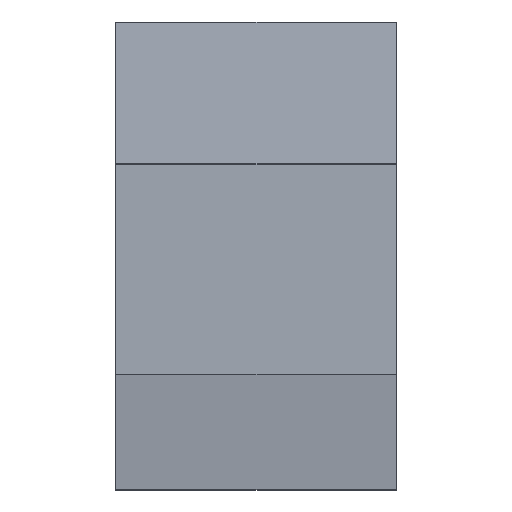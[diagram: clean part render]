
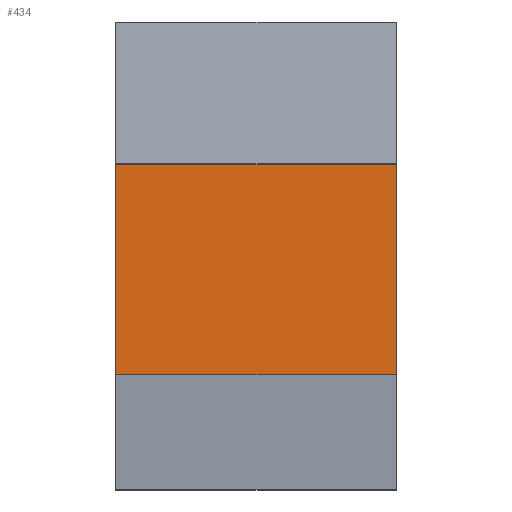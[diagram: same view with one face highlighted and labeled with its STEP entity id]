
A CAD part, front view. The second image highlights one B-rep face of the part: STEP entity #434.
In plain terms, the highlighted planar face has unit normal (0, -1, 0).
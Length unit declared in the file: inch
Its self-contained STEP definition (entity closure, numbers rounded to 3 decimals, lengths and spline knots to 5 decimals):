
#23 = VERTEX_POINT ( 'NONE', #88 ) ;
#45 = DIRECTION ( 'NONE',  ( 0., 0., 1. ) ) ;
#64 = ORIENTED_EDGE ( 'NONE', *, *, #67, .F. ) ;
#67 = EDGE_CURVE ( 'NONE', #604, #780, #550, .T. ) ;
#88 = CARTESIAN_POINT ( 'NONE',  ( -14., 1.2, 0.51846 ) ) ;
#113 = DIRECTION ( 'NONE',  ( 0., 1., 0. ) ) ;
#114 = DIRECTION ( 'NONE',  ( 0., 0., -1. ) ) ;
#115 = LINE ( 'NONE', #774, #728 ) ;
#202 = DIRECTION ( 'NONE',  ( -1., 0., 0. ) ) ;
#233 = DIRECTION ( 'NONE',  ( 0., 0., -1. ) ) ;
#239 = LINE ( 'NONE', #423, #370 ) ;
#281 = VECTOR ( 'NONE', #449, 39.37008 ) ;
#287 = ORIENTED_EDGE ( 'NONE', *, *, #391, .F. ) ;
#301 = ORIENTED_EDGE ( 'NONE', *, *, #688, .T. ) ;
#353 = AXIS2_PLACEMENT_3D ( 'NONE', #458, #113, #45 ) ;
#370 = VECTOR ( 'NONE', #233, 39.37008 ) ;
#391 = EDGE_CURVE ( 'NONE', #780, #816, #768, .T. ) ;
#423 = CARTESIAN_POINT ( 'NONE',  ( -14., 1.2, -20.50426 ) ) ;
#434 = ADVANCED_FACE ( 'NONE', ( #638 ), #439, .F. ) ;
#435 = CARTESIAN_POINT ( 'NONE',  ( -14., 1.2, -20.50426 ) ) ;
#439 = PLANE ( 'NONE',  #353 ) ;
#449 = DIRECTION ( 'NONE',  ( -1., 0., 0. ) ) ;
#458 = CARTESIAN_POINT ( 'NONE',  ( 14., 1.2, -20.50426 ) ) ;
#486 = CARTESIAN_POINT ( 'NONE',  ( 14., 1.2, -20.50426 ) ) ;
#499 = CARTESIAN_POINT ( 'NONE',  ( 14., 1.2, -20.50426 ) ) ;
#550 = LINE ( 'NONE', #486, #632 ) ;
#597 = EDGE_CURVE ( 'NONE', #604, #23, #115, .T. ) ;
#604 = VERTEX_POINT ( 'NONE', #718 ) ;
#632 = VECTOR ( 'NONE', #114, 39.37008 ) ;
#638 = FACE_OUTER_BOUND ( 'NONE', #850, .T. ) ;
#688 = EDGE_CURVE ( 'NONE', #23, #816, #239, .T. ) ;
#718 = CARTESIAN_POINT ( 'NONE',  ( 14., 1.2, 0.51846 ) ) ;
#724 = ORIENTED_EDGE ( 'NONE', *, *, #597, .T. ) ;
#728 = VECTOR ( 'NONE', #202, 39.37008 ) ;
#753 = CARTESIAN_POINT ( 'NONE',  ( 14., 1.2, -20.50426 ) ) ;
#768 = LINE ( 'NONE', #753, #281 ) ;
#774 = CARTESIAN_POINT ( 'NONE',  ( 14., 1.2, 0.51846 ) ) ;
#780 = VERTEX_POINT ( 'NONE', #499 ) ;
#816 = VERTEX_POINT ( 'NONE', #435 ) ;
#850 = EDGE_LOOP ( 'NONE', ( #301, #287, #64, #724 ) ) ;
